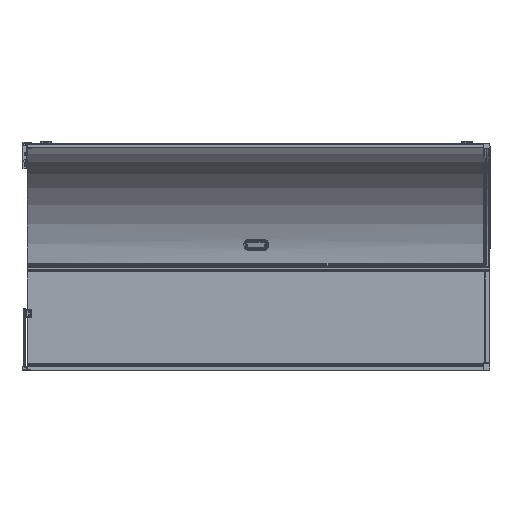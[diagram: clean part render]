
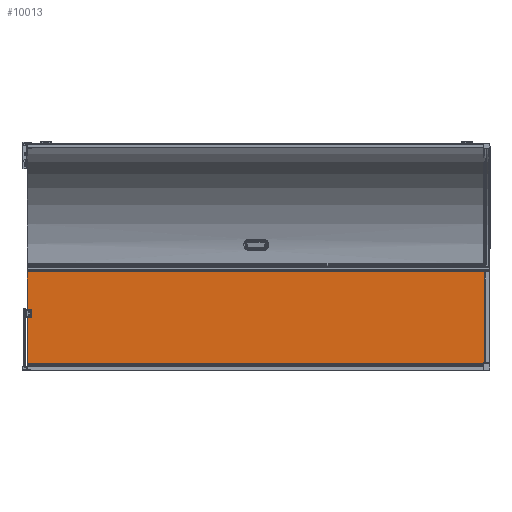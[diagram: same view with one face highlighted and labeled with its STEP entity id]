
A CAD part, left-side view. The second image highlights one B-rep face of the part: STEP entity #10013.
In plain terms, the highlighted face is planar.
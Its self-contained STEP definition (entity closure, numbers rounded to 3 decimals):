
#9934=DIRECTION('',(0.,-1.,0.));
#9935=VECTOR('',#9934,1962.);
#9936=CARTESIAN_POINT('',(-212.,981.,0.));
#9937=LINE('',#9936,#9935);
#9938=DIRECTION('',(1.,0.,0.));
#9939=VECTOR('',#9938,424.);
#9940=CARTESIAN_POINT('',(-212.,-981.,0.));
#9941=LINE('',#9940,#9939);
#9942=DIRECTION('',(0.,1.,0.));
#9943=VECTOR('',#9942,1962.);
#9944=CARTESIAN_POINT('',(212.,-981.,0.));
#9945=LINE('',#9944,#9943);
#9946=DIRECTION('',(-1.,0.,0.));
#9947=VECTOR('',#9946,424.);
#9948=CARTESIAN_POINT('',(212.,981.,0.));
#9949=LINE('',#9948,#9947);
#9982=CARTESIAN_POINT('',(-212.,981.,0.));
#9983=CARTESIAN_POINT('',(-212.,-981.,0.));
#9984=VERTEX_POINT('',#9982);
#9985=VERTEX_POINT('',#9983);
#9986=CARTESIAN_POINT('',(212.,-981.,0.));
#9987=VERTEX_POINT('',#9986);
#9988=CARTESIAN_POINT('',(212.,981.,0.));
#9989=VERTEX_POINT('',#9988);
#9998=CARTESIAN_POINT('',(0.,0.,0.));
#9999=DIRECTION('',(0.,0.,1.));
#10000=DIRECTION('',(1.,0.,0.));
#10001=AXIS2_PLACEMENT_3D('',#9998,#9999,#10000);
#10002=PLANE('',#10001);
#10004=ORIENTED_EDGE('',*,*,#10003,.T.);
#10006=ORIENTED_EDGE('',*,*,#10005,.T.);
#10008=ORIENTED_EDGE('',*,*,#10007,.T.);
#10010=ORIENTED_EDGE('',*,*,#10009,.T.);
#10011=EDGE_LOOP('',(#10004,#10006,#10008,#10010));
#10012=FACE_OUTER_BOUND('',#10011,.F.);
#10003=EDGE_CURVE('',#9984,#9985,#9937,.T.);
#10005=EDGE_CURVE('',#9985,#9987,#9941,.T.);
#10007=EDGE_CURVE('',#9987,#9989,#9945,.T.);
#10009=EDGE_CURVE('',#9989,#9984,#9949,.T.);
#10013=ADVANCED_FACE('',(#10012),#10002,.F.);
